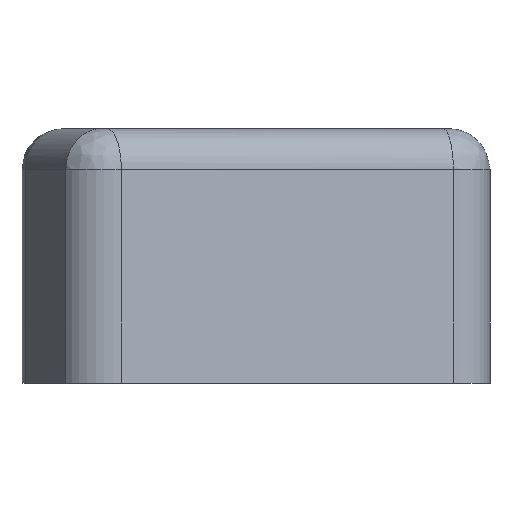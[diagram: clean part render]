
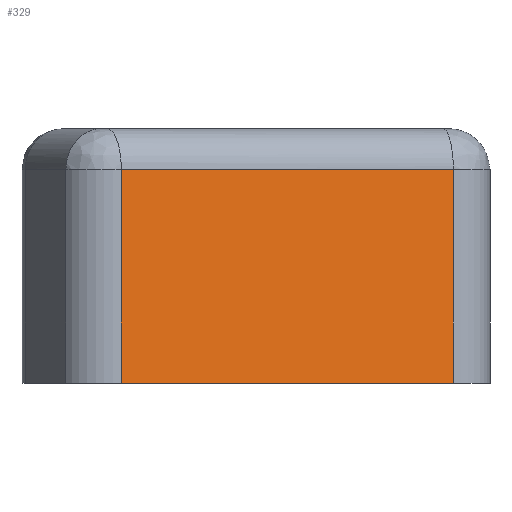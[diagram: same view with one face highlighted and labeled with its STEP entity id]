
A CAD part, left-side view. The second image highlights one B-rep face of the part: STEP entity #329.
In plain terms, the highlighted planar face has unit normal (-0.94, -0.341, 0).
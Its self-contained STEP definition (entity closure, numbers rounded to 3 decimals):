
#20=PLANE('',#375);
#46=FACE_OUTER_BOUND('',#66,.T.);
#66=EDGE_LOOP('',(#263,#264,#265,#266));
#85=LINE('',#640,#107);
#91=LINE('',#652,#113);
#92=LINE('',#656,#114);
#93=LINE('',#657,#115);
#107=VECTOR('',#435,10.);
#113=VECTOR('',#447,10.);
#114=VECTOR('',#452,10.);
#115=VECTOR('',#453,10.);
#155=VERTEX_POINT('',#587);
#158=VERTEX_POINT('',#618);
#163=VERTEX_POINT('',#651);
#164=VERTEX_POINT('',#655);
#196=EDGE_CURVE('',#158,#155,#85,.T.);
#202=EDGE_CURVE('',#163,#155,#91,.T.);
#204=EDGE_CURVE('',#164,#158,#92,.T.);
#205=EDGE_CURVE('',#163,#164,#93,.T.);
#263=ORIENTED_EDGE('',*,*,#196,.F.);
#264=ORIENTED_EDGE('',*,*,#204,.F.);
#265=ORIENTED_EDGE('',*,*,#205,.F.);
#266=ORIENTED_EDGE('',*,*,#202,.T.);
#329=ADVANCED_FACE('',(#46),#20,.T.);
#375=AXIS2_PLACEMENT_3D('',#654,#450,#451);
#435=DIRECTION('',(0.341,-0.94,0.));
#447=DIRECTION('',(0.,0.,1.));
#450=DIRECTION('center_axis',(-0.94,-0.341,0.));
#451=DIRECTION('ref_axis',(0.341,-0.94,0.));
#452=DIRECTION('',(0.,0.,1.));
#453=DIRECTION('',(-0.341,0.94,0.));
#587=CARTESIAN_POINT('',(0.369,3.928,111.));
#618=CARTESIAN_POINT('',(-11.45,36.562,111.));
#640=CARTESIAN_POINT('',(-8.445,28.265,111.));
#651=CARTESIAN_POINT('',(0.369,3.928,90.));
#652=CARTESIAN_POINT('',(0.369,3.928,90.));
#654=CARTESIAN_POINT('Origin',(-11.45,36.562,90.));
#655=CARTESIAN_POINT('',(-11.45,36.562,90.));
#656=CARTESIAN_POINT('',(-11.45,36.562,90.));
#657=CARTESIAN_POINT('',(0.369,3.928,90.));
